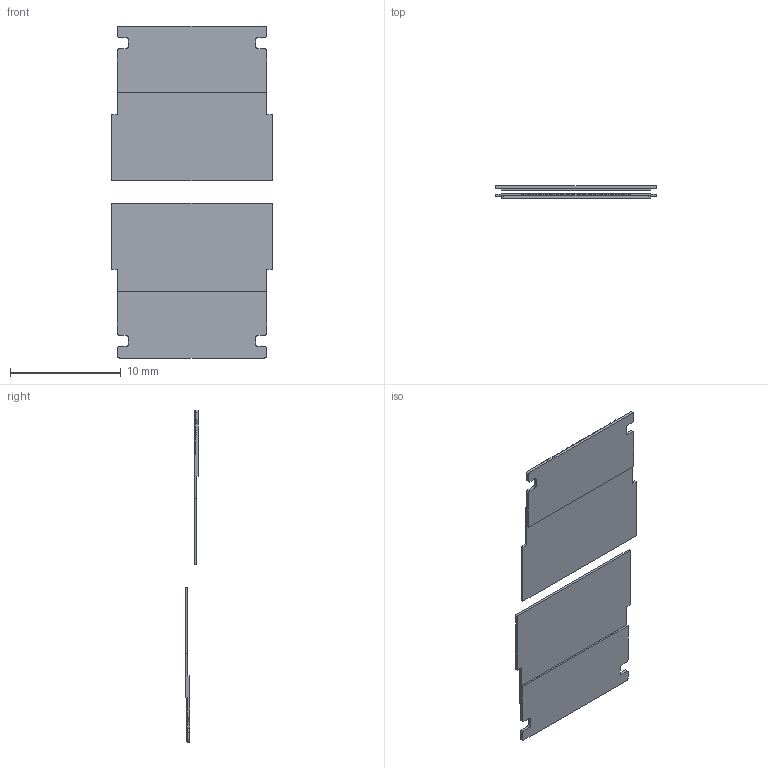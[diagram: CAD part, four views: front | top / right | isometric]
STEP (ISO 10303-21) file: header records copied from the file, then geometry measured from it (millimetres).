
FILE_DESCRIPTION(('STEP AP242'),'1');
FILE_NAME('150160207.stp','2025-04-27T20:43:47',('TraceParts'),('TraceParts S.A.'),'Spatial InterOp 3D',' ',' ');
FILE_SCHEMA(('AP242_MANAGED_MODEL_BASED_3D_ENGINEERING_MIM_LF {1 0 10303 442 1 1 4}'));
Length unit declared in the file: millimetre
Products named in the file (1): 150160207_1
Bounding box: 14.5 x 1.13 x 30 mm (x, y, z)
Volume: 93.2 mm3; surface area: 820.7 mm2
Topology: 2 solids, 2 shells, 224 faces, 660 edges, 440 vertices
Faces by surface type: plane 204, cylinder 20
Entity records: 9156 total; most frequent: CARTESIAN_POINT 1326, ORIENTED_EDGE 1320, DIRECTION 1152, EDGE_CURVE 660, LINE 620, VECTOR 620, VERTEX_POINT 440, AXIS2_PLACEMENT_3D 266
